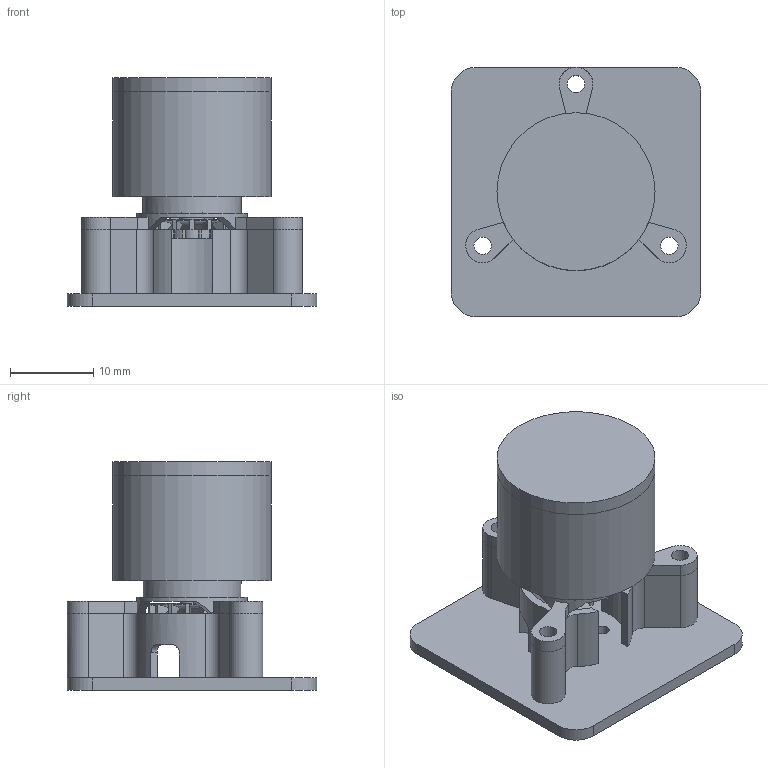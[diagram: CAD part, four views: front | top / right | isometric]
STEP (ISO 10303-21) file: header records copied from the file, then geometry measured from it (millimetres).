
FILE_DESCRIPTION(/* description */ ('STEP AP242','CAx-IF Rec.Pracs.---Representation and Presentation of Product Manufacturing Information (PMI)---4.0---2014-10-13','CAx-IF Rec.Pracs.---3D Tessellated Geometry---0.4---2014-09-14','2;1'),/* implementation_level */ '2;1');
FILE_NAME(/* name */ '66cd39d8da8baf38eddfd6f5',/* time_stamp */ '2024-08-27T02:28:41Z',/* author */ (''),/* organization */ (''),/* preprocessor_version */ 'ST-DEVELOPER v20',/* originating_system */ ' ',/* authorisation */ ' ');
FILE_SCHEMA (('AP242_MANAGED_MODEL_BASED_3D_ENGINEERING_MIM_LF { 1 0 10303 442 1 1 4 }'));
Length unit declared in the file: metre
Products named in the file (10): top cover; encoder pcb holder; top; output disc; center shaft bottom; 2nd disc; 1st disk; base gearbox plate; motor mount; center shaft top
Bounding box: 30 x 30 x 27.5 mm (x, y, z)
Volume: 4649.3 mm3; surface area: 8682.4 mm2
Topology: 10 solids, 10 shells, 427 faces, 1166 edges, 769 vertices
Faces by surface type: cylinder 214, plane 204, bspline 9
Full cylindrical faces by diameter (mm): 1.1 x2, 1.6 x3, 1.85 x3, 2.1 x12, 2.2 x7, 2.9 x2, 3 x2, 3.46 x2, 4 x1, 4.5 x3, 5 x1, 6 x3, 10.5 x1, 11.8 x2, 13.3 x1, 16.7 x3, 18.2 x2, 19 x2
Entity records: 15396 total; most frequent: CARTESIAN_POINT 4143, DIRECTION 2405, ORIENTED_EDGE 2196, EDGE_CURVE 1098, AXIS2_PLACEMENT_3D 948, VERTEX_POINT 756, EDGE_LOOP 566, FACE_BOUND 566
